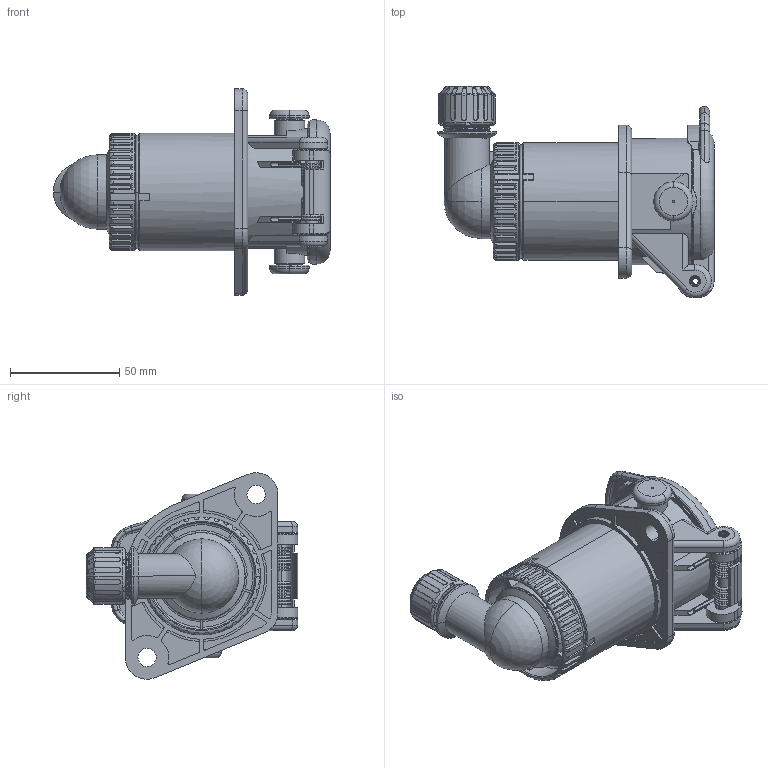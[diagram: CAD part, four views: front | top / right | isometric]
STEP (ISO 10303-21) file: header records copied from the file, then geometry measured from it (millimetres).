
FILE_DESCRIPTION((''),'2;1');
FILE_NAME('141030_SW0001','2021-06-16T11:17:46',('teru'),(''),'CREO PARAMETRIC BY PTC INC, 2017380','CREO PARAMETRIC BY PTC INC, 2017380','');
FILE_SCHEMA(('CONFIG_CONTROL_DESIGN'));
Length unit declared in the file: millimetre
Products named in the file (1): 141030_SW0001
Bounding box: 126.95 x 96.8 x 94.56 mm (x, y, z)
Volume: 302024.4 mm3; surface area: 57061.7 mm2
Topology: 13 solids, 13 shells, 1387 faces, 3774 edges, 2442 vertices
Faces by surface type: plane 690, cylinder 396, torus 180, cone 109, bspline 8, sphere 4
Entity records: 49565 total; most frequent: CARTESIAN_POINT 14247, ORIENTED_EDGE 7544, DIRECTION 7306, EDGE_CURVE 3772, AXIS2_PLACEMENT_3D 2599, VERTEX_POINT 2442, VECTOR 2108, LINE 2108
